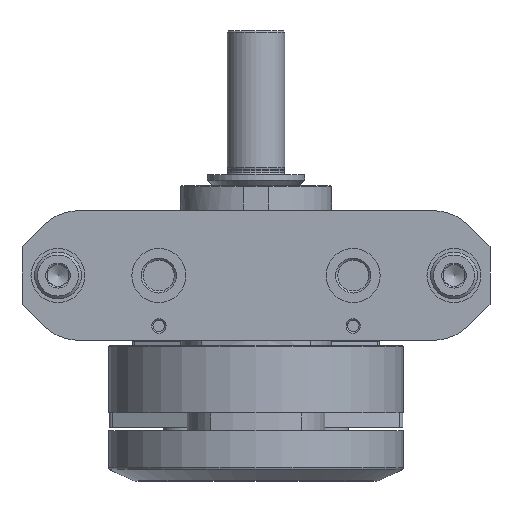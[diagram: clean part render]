
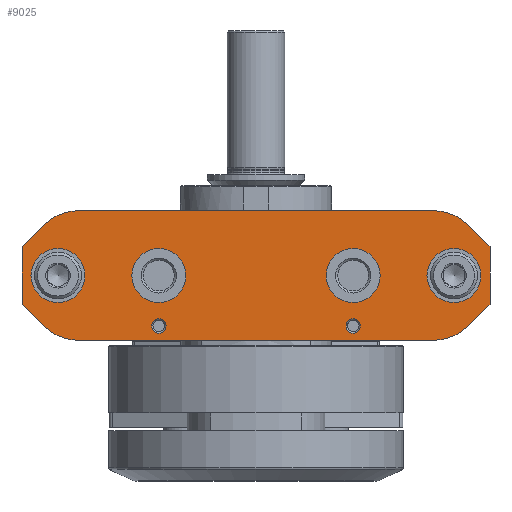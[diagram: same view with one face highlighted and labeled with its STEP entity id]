
A CAD part, front view. The second image highlights one B-rep face of the part: STEP entity #9025.
In plain terms, the highlighted planar face has unit normal (0, -1, 0).
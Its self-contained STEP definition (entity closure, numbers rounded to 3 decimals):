
#477=LINE('',#13111,#1061);
#562=LINE('',#13503,#1146);
#564=LINE('',#13507,#1148);
#568=LINE('',#13518,#1152);
#571=LINE('',#13530,#1155);
#573=LINE('',#13534,#1157);
#575=LINE('',#13538,#1159);
#578=LINE('',#13548,#1162);
#1061=VECTOR('',#10590,1000.);
#1146=VECTOR('',#10919,1000.);
#1148=VECTOR('',#10923,1000.);
#1152=VECTOR('',#10935,1000.);
#1155=VECTOR('',#10948,1000.);
#1157=VECTOR('',#10952,1000.);
#1159=VECTOR('',#10956,1000.);
#1162=VECTOR('',#10969,1000.);
#2078=ORIENTED_EDGE('',*,*,#4002,.F.);
#2079=ORIENTED_EDGE('',*,*,#4003,.F.);
#2080=ORIENTED_EDGE('',*,*,#4004,.F.);
#2081=ORIENTED_EDGE('',*,*,#4005,.F.);
#2082=ORIENTED_EDGE('',*,*,#4006,.F.);
#2083=ORIENTED_EDGE('',*,*,#4007,.F.);
#2084=ORIENTED_EDGE('',*,*,#3978,.F.);
#2085=ORIENTED_EDGE('',*,*,#4001,.F.);
#2086=ORIENTED_EDGE('',*,*,#3999,.F.);
#2087=ORIENTED_EDGE('',*,*,#3820,.F.);
#2088=ORIENTED_EDGE('',*,*,#3998,.F.);
#2089=ORIENTED_EDGE('',*,*,#3996,.F.);
#2090=ORIENTED_EDGE('',*,*,#3994,.F.);
#2091=ORIENTED_EDGE('',*,*,#3992,.F.);
#2092=ORIENTED_EDGE('',*,*,#3990,.F.);
#2093=ORIENTED_EDGE('',*,*,#3986,.F.);
#2094=ORIENTED_EDGE('',*,*,#3982,.F.);
#2095=ORIENTED_EDGE('',*,*,#3980,.F.);
#3820=EDGE_CURVE('',#4862,#4863,#477,.T.);
#3978=EDGE_CURVE('',#4949,#4950,#562,.T.);
#3980=EDGE_CURVE('',#4950,#4951,#564,.T.);
#3982=EDGE_CURVE('',#4951,#4952,#5529,.T.);
#3986=EDGE_CURVE('',#4952,#4954,#568,.T.);
#3990=EDGE_CURVE('',#4954,#4957,#5533,.T.);
#3992=EDGE_CURVE('',#4957,#4958,#571,.T.);
#3994=EDGE_CURVE('',#4958,#4959,#573,.T.);
#3996=EDGE_CURVE('',#4959,#4960,#575,.T.);
#3998=EDGE_CURVE('',#4960,#4862,#5534,.T.);
#3999=EDGE_CURVE('',#4863,#4961,#5535,.T.);
#4001=EDGE_CURVE('',#4961,#4949,#578,.T.);
#4002=EDGE_CURVE('',#4962,#4962,#5536,.T.);
#4003=EDGE_CURVE('',#4963,#4963,#5537,.T.);
#4004=EDGE_CURVE('',#4964,#4964,#5538,.T.);
#4005=EDGE_CURVE('',#4965,#4965,#5539,.T.);
#4006=EDGE_CURVE('',#4966,#4966,#5540,.T.);
#4007=EDGE_CURVE('',#4967,#4967,#5541,.T.);
#4862=VERTEX_POINT('',#13110);
#4863=VERTEX_POINT('',#13112);
#4949=VERTEX_POINT('',#13502);
#4950=VERTEX_POINT('',#13504);
#4951=VERTEX_POINT('',#13508);
#4952=VERTEX_POINT('',#13512);
#4954=VERTEX_POINT('',#13519);
#4957=VERTEX_POINT('',#13527);
#4958=VERTEX_POINT('',#13531);
#4959=VERTEX_POINT('',#13535);
#4960=VERTEX_POINT('',#13539);
#4961=VERTEX_POINT('',#13545);
#4962=VERTEX_POINT('',#13551);
#4963=VERTEX_POINT('',#13553);
#4964=VERTEX_POINT('',#13555);
#4965=VERTEX_POINT('',#13557);
#4966=VERTEX_POINT('',#13559);
#4967=VERTEX_POINT('',#13561);
#5529=CIRCLE('',#9599,14.);
#5533=CIRCLE('',#9605,14.);
#5534=CIRCLE('',#9610,14.);
#5535=CIRCLE('',#9612,14.);
#5536=CIRCLE('',#9615,7.5);
#5537=CIRCLE('',#9616,7.5);
#5538=CIRCLE('',#9617,2.);
#5539=CIRCLE('',#9618,2.);
#5540=CIRCLE('',#9619,7.5);
#5541=CIRCLE('',#9620,7.5);
#5979=EDGE_LOOP('',(#2078));
#5980=EDGE_LOOP('',(#2079));
#5981=EDGE_LOOP('',(#2080));
#5982=EDGE_LOOP('',(#2081));
#5983=EDGE_LOOP('',(#2082));
#5984=EDGE_LOOP('',(#2083));
#5985=EDGE_LOOP('',(#2084,#2085,#2086,#2087,#2088,#2089,#2090,#2091,#2092,
#2093,#2094,#2095));
#6603=FACE_BOUND('',#5979,.T.);
#6604=FACE_BOUND('',#5980,.T.);
#6605=FACE_BOUND('',#5981,.T.);
#6606=FACE_BOUND('',#5982,.T.);
#6607=FACE_BOUND('',#5983,.T.);
#6608=FACE_BOUND('',#5984,.T.);
#6609=FACE_BOUND('',#5985,.T.);
#7176=PLANE('',#9614);
#9025=ADVANCED_FACE('',(#6603,#6604,#6605,#6606,#6607,#6608,#6609),#7176,
 .F.);
#9599=AXIS2_PLACEMENT_3D('',#13511,#10927,#10928);
#9605=AXIS2_PLACEMENT_3D('',#13526,#10943,#10944);
#9610=AXIS2_PLACEMENT_3D('',#13542,#10960,#10961);
#9612=AXIS2_PLACEMENT_3D('',#13544,#10964,#10965);
#9614=AXIS2_PLACEMENT_3D('',#13549,#10970,#10971);
#9615=AXIS2_PLACEMENT_3D('',#13550,#10972,#10973);
#9616=AXIS2_PLACEMENT_3D('',#13552,#10974,#10975);
#9617=AXIS2_PLACEMENT_3D('',#13554,#10976,#10977);
#9618=AXIS2_PLACEMENT_3D('',#13556,#10978,#10979);
#9619=AXIS2_PLACEMENT_3D('',#13558,#10980,#10981);
#9620=AXIS2_PLACEMENT_3D('',#13560,#10982,#10983);
#10590=DIRECTION('',(-1.,0.,0.));
#10919=DIRECTION('',(0.,0.,1.));
#10923=DIRECTION('',(0.707,0.,0.707));
#10927=DIRECTION('',(0.,1.,0.));
#10928=DIRECTION('',(1.,0.,0.));
#10935=DIRECTION('',(1.,0.,0.));
#10943=DIRECTION('',(0.,1.,0.));
#10944=DIRECTION('',(1.,0.,0.));
#10948=DIRECTION('',(0.707,0.,-0.707));
#10952=DIRECTION('',(0.,0.,-1.));
#10956=DIRECTION('',(-0.707,0.,-0.707));
#10960=DIRECTION('',(0.,1.,0.));
#10961=DIRECTION('',(1.,0.,0.));
#10964=DIRECTION('',(0.,1.,0.));
#10965=DIRECTION('',(1.,0.,0.));
#10969=DIRECTION('',(-0.707,0.,0.707));
#10970=DIRECTION('',(0.,1.,0.));
#10971=DIRECTION('',(0.,0.,1.));
#10972=DIRECTION('',(0.,-1.,0.));
#10973=DIRECTION('',(0.,0.,-1.));
#10974=DIRECTION('',(0.,-1.,0.));
#10975=DIRECTION('',(0.,0.,-1.));
#10976=DIRECTION('',(0.,-1.,0.));
#10977=DIRECTION('',(0.,0.,-1.));
#10978=DIRECTION('',(0.,-1.,0.));
#10979=DIRECTION('',(0.,0.,-1.));
#10980=DIRECTION('',(0.,-1.,0.));
#10981=DIRECTION('',(0.,0.,-1.));
#10982=DIRECTION('',(0.,-1.,0.));
#10983=DIRECTION('',(0.,0.,-1.));
#13110=CARTESIAN_POINT('',(49.201,-43.,-43.));
#13111=CARTESIAN_POINT('',(49.201,-43.,-43.));
#13112=CARTESIAN_POINT('',(-49.201,-43.,-43.));
#13502=CARTESIAN_POINT('',(-65.,-43.,-33.));
#13503=CARTESIAN_POINT('',(-65.,-43.,-33.));
#13504=CARTESIAN_POINT('',(-65.,-43.,-17.));
#13507=CARTESIAN_POINT('',(-65.,-43.,-17.));
#13508=CARTESIAN_POINT('',(-59.101,-43.,-11.101));
#13511=CARTESIAN_POINT('',(-49.201,-43.,-21.));
#13512=CARTESIAN_POINT('',(-49.201,-43.,-7.));
#13518=CARTESIAN_POINT('',(-49.201,-43.,-7.));
#13519=CARTESIAN_POINT('',(49.201,-43.,-7.));
#13526=CARTESIAN_POINT('',(49.201,-43.,-21.));
#13527=CARTESIAN_POINT('',(59.101,-43.,-11.101));
#13530=CARTESIAN_POINT('',(59.101,-43.,-11.101));
#13531=CARTESIAN_POINT('',(65.,-43.,-17.));
#13534=CARTESIAN_POINT('',(65.,-43.,-17.));
#13535=CARTESIAN_POINT('',(65.,-43.,-33.));
#13538=CARTESIAN_POINT('',(65.,-43.,-33.));
#13539=CARTESIAN_POINT('',(59.101,-43.,-38.899));
#13542=CARTESIAN_POINT('',(49.201,-43.,-29.));
#13544=CARTESIAN_POINT('',(-49.201,-43.,-29.));
#13545=CARTESIAN_POINT('',(-59.101,-43.,-38.899));
#13548=CARTESIAN_POINT('',(-59.101,-43.,-38.899));
#13549=CARTESIAN_POINT('',(-49.201,-43.,-21.));
#13550=CARTESIAN_POINT('',(55.,-43.,-25.));
#13551=CARTESIAN_POINT('',(55.,-43.,-32.5));
#13552=CARTESIAN_POINT('',(-55.,-43.,-25.));
#13553=CARTESIAN_POINT('',(-55.,-43.,-32.5));
#13554=CARTESIAN_POINT('',(27.,-43.,-39.));
#13555=CARTESIAN_POINT('',(27.,-43.,-41.));
#13556=CARTESIAN_POINT('',(-27.,-43.,-39.));
#13557=CARTESIAN_POINT('',(-27.,-43.,-41.));
#13558=CARTESIAN_POINT('',(27.,-43.,-25.));
#13559=CARTESIAN_POINT('',(27.,-43.,-32.5));
#13560=CARTESIAN_POINT('',(-27.,-43.,-25.));
#13561=CARTESIAN_POINT('',(-27.,-43.,-32.5));
